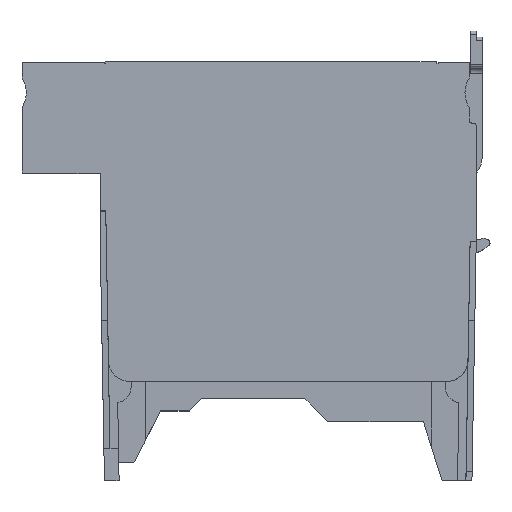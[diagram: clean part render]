
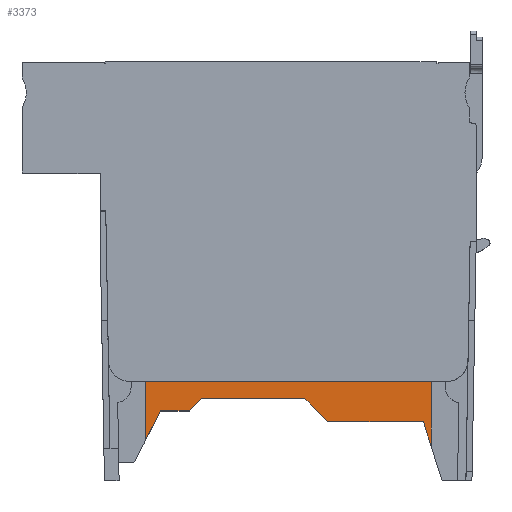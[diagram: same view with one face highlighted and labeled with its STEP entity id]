
A CAD part, top view. The second image highlights one B-rep face of the part: STEP entity #3373.
In plain terms, the highlighted planar face has unit normal (0, 0, 1).
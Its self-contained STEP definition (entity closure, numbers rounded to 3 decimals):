
#668=DIRECTION('',(-0.456,-0.89,0.));
#669=VECTOR('',#668,5.529);
#670=CARTESIAN_POINT('',(-20.998,28.392,-1.095));
#671=LINE('',#670,#669);
#675=DIRECTION('',(0.,1.,0.));
#676=VECTOR('',#675,9.785);
#677=CARTESIAN_POINT('',(-23.517,23.47,-1.095));
#678=LINE('',#677,#676);
#682=DIRECTION('',(1.,0.,0.));
#683=VECTOR('',#682,47.023);
#684=CARTESIAN_POINT('',(-23.517,33.255,-1.095));
#685=LINE('',#684,#683);
#689=DIRECTION('',(0.,-1.,0.));
#690=VECTOR('',#689,10.653);
#691=CARTESIAN_POINT('',(23.506,33.255,-1.095));
#692=LINE('',#691,#690);
#696=DIRECTION('',(-1.,0.,0.));
#697=VECTOR('',#696,0.015);
#698=CARTESIAN_POINT('',(23.506,22.603,-1.095));
#699=LINE('',#698,#697);
#703=DIRECTION('',(-0.301,0.954,0.));
#704=VECTOR('',#703,4.236);
#705=CARTESIAN_POINT('',(23.491,22.603,-1.095));
#706=LINE('',#705,#704);
#710=DIRECTION('',(-1.,0.,0.));
#711=VECTOR('',#710,15.722);
#712=CARTESIAN_POINT('',(22.216,26.642,-1.095));
#713=LINE('',#712,#711);
#717=DIRECTION('',(-0.707,0.707,0.));
#718=VECTOR('',#717,5.303);
#719=CARTESIAN_POINT('',(6.495,26.642,-1.095));
#720=LINE('',#719,#718);
#724=DIRECTION('',(-1.,0.,0.));
#725=VECTOR('',#724,16.993);
#726=CARTESIAN_POINT('',(2.745,30.392,-1.095));
#727=LINE('',#726,#725);
#731=DIRECTION('',(-0.707,-0.707,0.));
#732=VECTOR('',#731,2.828);
#733=CARTESIAN_POINT('',(-14.249,30.392,-1.095));
#734=LINE('',#733,#732);
#738=DIRECTION('',(-1.,0.,0.));
#739=VECTOR('',#738,4.749);
#740=CARTESIAN_POINT('',(-16.249,28.392,-1.095));
#741=LINE('',#740,#739);
#2702=CARTESIAN_POINT('',(23.506,33.255,-1.095));
#2703=VERTEX_POINT('',#2702);
#2704=CARTESIAN_POINT('',(-23.517,33.255,-1.095));
#2705=VERTEX_POINT('',#2704);
#2738=CARTESIAN_POINT('',(23.491,22.603,-1.095));
#2739=VERTEX_POINT('',#2738);
#2740=CARTESIAN_POINT('',(23.506,22.603,-1.095));
#2741=VERTEX_POINT('',#2740);
#2742=CARTESIAN_POINT('',(22.216,26.642,-1.095));
#2743=VERTEX_POINT('',#2742);
#2744=CARTESIAN_POINT('',(-20.998,28.392,-1.095));
#2745=CARTESIAN_POINT('',(-23.517,23.47,-1.095));
#2746=VERTEX_POINT('',#2744);
#2747=VERTEX_POINT('',#2745);
#2748=CARTESIAN_POINT('',(6.495,26.642,-1.095));
#2749=VERTEX_POINT('',#2748);
#2750=CARTESIAN_POINT('',(2.745,30.392,-1.095));
#2751=VERTEX_POINT('',#2750);
#2752=CARTESIAN_POINT('',(-14.249,30.392,-1.095));
#2753=VERTEX_POINT('',#2752);
#2754=CARTESIAN_POINT('',(-16.249,28.392,-1.095));
#2755=VERTEX_POINT('',#2754);
#3347=CARTESIAN_POINT('',(0.,0.,-1.095));
#3348=DIRECTION('',(0.,0.,1.));
#3349=DIRECTION('',(1.,0.,0.));
#3350=AXIS2_PLACEMENT_3D('',#3347,#3348,#3349);
#3351=PLANE('',#3350);
#3353=ORIENTED_EDGE('',*,*,#3352,.T.);
#3355=ORIENTED_EDGE('',*,*,#3354,.T.);
#3356=ORIENTED_EDGE('',*,*,#3271,.T.);
#3358=ORIENTED_EDGE('',*,*,#3357,.T.);
#3359=ORIENTED_EDGE('',*,*,#3322,.T.);
#3360=ORIENTED_EDGE('',*,*,#3335,.T.);
#3362=ORIENTED_EDGE('',*,*,#3361,.T.);
#3364=ORIENTED_EDGE('',*,*,#3363,.T.);
#3366=ORIENTED_EDGE('',*,*,#3365,.T.);
#3368=ORIENTED_EDGE('',*,*,#3367,.T.);
#3370=ORIENTED_EDGE('',*,*,#3369,.T.);
#3371=EDGE_LOOP('',(#3353,#3355,#3356,#3358,#3359,#3360,#3362,#3364,#3366,#3368,
#3370));
#3372=FACE_OUTER_BOUND('',#3371,.F.);
#3373=ADVANCED_FACE('',(#3372),#3351,.T.);
#3271=EDGE_CURVE('',#2705,#2703,#685,.T.);
#3322=EDGE_CURVE('',#2741,#2739,#699,.T.);
#3335=EDGE_CURVE('',#2739,#2743,#706,.T.);
#3352=EDGE_CURVE('',#2746,#2747,#671,.T.);
#3354=EDGE_CURVE('',#2747,#2705,#678,.T.);
#3357=EDGE_CURVE('',#2703,#2741,#692,.T.);
#3361=EDGE_CURVE('',#2743,#2749,#713,.T.);
#3363=EDGE_CURVE('',#2749,#2751,#720,.T.);
#3365=EDGE_CURVE('',#2751,#2753,#727,.T.);
#3367=EDGE_CURVE('',#2753,#2755,#734,.T.);
#3369=EDGE_CURVE('',#2755,#2746,#741,.T.);
